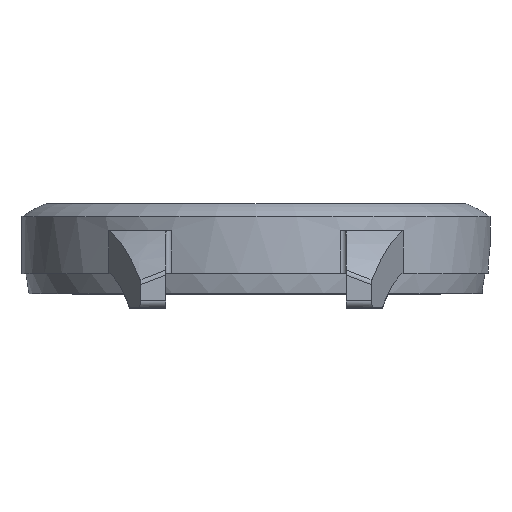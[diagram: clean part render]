
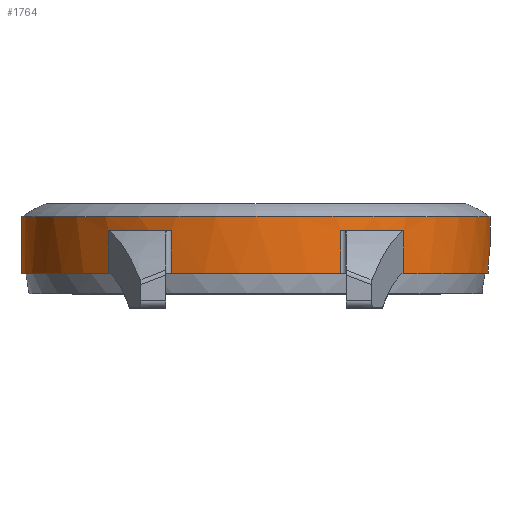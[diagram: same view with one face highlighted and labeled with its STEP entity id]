
A CAD part, top view. The second image highlights one B-rep face of the part: STEP entity #1764.
In plain terms, the highlighted cylindrical face has radius 18.25 mm (diameter 36.5 mm), a partial arc.
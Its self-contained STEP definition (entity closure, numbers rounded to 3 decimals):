
#86=CARTESIAN_POINT('',(0.,-1.,0.));
#87=DIRECTION('',(0.,1.,0.));
#88=DIRECTION('',(-1.,0.,0.));
#89=AXIS2_PLACEMENT_3D('',#86,#87,#88);
#96=CARTESIAN_POINT('',(18.25,-3.3,0.));
#97=CARTESIAN_POINT('',(18.25,-3.3,0.144));
#98=CARTESIAN_POINT('',(18.247,-3.327,0.426));
#99=CARTESIAN_POINT('',(18.232,-3.448,0.841));
#100=CARTESIAN_POINT('',(18.21,-3.645,1.223));
#101=CARTESIAN_POINT('',(18.184,-3.911,1.561));
#102=CARTESIAN_POINT('',(18.157,-4.236,1.843));
#103=CARTESIAN_POINT('',(18.134,-4.608,2.058));
#104=CARTESIAN_POINT('',(18.117,-5.018,2.2));
#105=CARTESIAN_POINT('',(18.112,-5.303,2.241));
#106=CARTESIAN_POINT('',(18.111,-5.45,2.248));
#108=CARTESIAN_POINT('',(0.,-5.45,0.));
#109=DIRECTION('',(0.,-1.,0.));
#110=DIRECTION('',(0.992,0.,0.123));
#111=AXIS2_PLACEMENT_3D('',#108,#109,#110);
#113=DIRECTION('',(0.,1.,0.));
#114=VECTOR('',#113,3.35);
#115=CARTESIAN_POINT('',(6.616,-5.45,17.008));
#116=LINE('',#115,#114);
#117=DIRECTION('',(0.,1.,0.));
#118=VECTOR('',#117,3.35);
#119=CARTESIAN_POINT('',(-6.616,-5.45,17.008));
#120=LINE('',#119,#118);
#121=CARTESIAN_POINT('',(0.,-5.45,0.));
#122=DIRECTION('',(0.,1.,0.));
#123=DIRECTION('',(-1.,0.,0.));
#124=AXIS2_PLACEMENT_3D('',#121,#122,#123);
#126=DIRECTION('',(0.,1.,0.));
#127=VECTOR('',#126,2.3);
#128=CARTESIAN_POINT('',(18.25,-3.3,0.));
#129=LINE('',#128,#127);
#130=DIRECTION('',(0.,1.,0.));
#131=VECTOR('',#130,4.45);
#132=CARTESIAN_POINT('',(-18.25,-5.45,0.));
#133=LINE('',#132,#131);
#164=CARTESIAN_POINT('',(0.,-5.45,0.));
#165=DIRECTION('',(0.,-1.,0.));
#166=DIRECTION('',(0.363,0.,0.932));
#167=AXIS2_PLACEMENT_3D('',#164,#165,#166);
#214=DIRECTION('',(0.,-1.,0.));
#215=VECTOR('',#214,3.35);
#216=CARTESIAN_POINT('',(-11.5,-2.1,14.171));
#217=LINE('',#216,#215);
#241=CARTESIAN_POINT('',(0.,-2.1,0.));
#242=DIRECTION('',(0.,1.,0.));
#243=DIRECTION('',(-0.63,0.,0.776));
#244=AXIS2_PLACEMENT_3D('',#241,#242,#243);
#430=CARTESIAN_POINT('',(0.,-2.1,0.));
#431=DIRECTION('',(0.,-1.,0.));
#432=DIRECTION('',(0.63,0.,0.776));
#433=AXIS2_PLACEMENT_3D('',#430,#431,#432);
#464=DIRECTION('',(0.,-1.,0.));
#465=VECTOR('',#464,3.35);
#466=CARTESIAN_POINT('',(11.5,-2.1,14.171));
#467=LINE('',#466,#465);
#1359=CARTESIAN_POINT('',(18.25,-3.3,0.));
#1360=CARTESIAN_POINT('',(18.25,-1.,0.));
#1361=VERTEX_POINT('',#1359);
#1362=VERTEX_POINT('',#1360);
#1387=CARTESIAN_POINT('',(-18.25,-5.45,0.));
#1388=CARTESIAN_POINT('',(-18.25,-1.,0.));
#1389=VERTEX_POINT('',#1387);
#1390=VERTEX_POINT('',#1388);
#1417=CARTESIAN_POINT('',(6.616,-5.45,17.008));
#1418=CARTESIAN_POINT('',(6.616,-2.1,17.008));
#1419=VERTEX_POINT('',#1417);
#1420=VERTEX_POINT('',#1418);
#1437=CARTESIAN_POINT('',(18.111,-5.45,2.248));
#1439=VERTEX_POINT('',#1437);
#1441=CARTESIAN_POINT('',(11.5,-5.45,14.171));
#1442=VERTEX_POINT('',#1441);
#1449=CARTESIAN_POINT('',(11.5,-2.1,14.171));
#1450=VERTEX_POINT('',#1449);
#1519=CARTESIAN_POINT('',(-11.5,-5.45,14.171));
#1521=VERTEX_POINT('',#1519);
#1536=CARTESIAN_POINT('',(-6.616,-5.45,17.008));
#1538=VERTEX_POINT('',#1536);
#1572=CARTESIAN_POINT('',(-11.5,-2.1,14.171));
#1573=VERTEX_POINT('',#1572);
#1575=CARTESIAN_POINT('',(-6.616,-2.1,17.008));
#1576=VERTEX_POINT('',#1575);
#1732=CARTESIAN_POINT('',(0.,0.,0.));
#1733=DIRECTION('',(0.,-1.,0.));
#1734=DIRECTION('',(1.,0.,0.));
#1735=AXIS2_PLACEMENT_3D('',#1732,#1733,#1734);
#1736=CYLINDRICAL_SURFACE('',#1735,18.25);
#1738=ORIENTED_EDGE('',*,*,#1737,.F.);
#1740=ORIENTED_EDGE('',*,*,#1739,.T.);
#1742=ORIENTED_EDGE('',*,*,#1741,.T.);
#1744=ORIENTED_EDGE('',*,*,#1743,.F.);
#1746=ORIENTED_EDGE('',*,*,#1745,.T.);
#1748=ORIENTED_EDGE('',*,*,#1747,.F.);
#1750=ORIENTED_EDGE('',*,*,#1749,.T.);
#1752=ORIENTED_EDGE('',*,*,#1751,.T.);
#1754=ORIENTED_EDGE('',*,*,#1753,.F.);
#1756=ORIENTED_EDGE('',*,*,#1755,.T.);
#1758=ORIENTED_EDGE('',*,*,#1757,.F.);
#1760=ORIENTED_EDGE('',*,*,#1759,.T.);
#1761=ORIENTED_EDGE('',*,*,#1725,.T.);
#1762=EDGE_LOOP('',(#1738,#1740,#1742,#1744,#1746,#1748,#1750,#1752,#1754,#1756,
#1758,#1760,#1761));
#1763=FACE_OUTER_BOUND('',#1762,.F.);
#1764=ADVANCED_FACE('',(#1763),#1736,.T.);
#90=CIRCLE('',#89,18.25);
#107=B_SPLINE_CURVE_WITH_KNOTS('',3,(#96,#97,#98,#99,#100,#101,#102,#103,#104,
#105,#106),.UNSPECIFIED.,.F.,.F.,(4,1,1,1,1,1,1,1,4),(0.,0.125,0.25,
0.375,0.5,0.625,0.75,0.875,1.),.UNSPECIFIED.);
#112=CIRCLE('',#111,18.25);
#125=CIRCLE('',#124,18.25);
#168=CIRCLE('',#167,18.25);
#245=CIRCLE('',#244,18.25);
#434=CIRCLE('',#433,18.25);
#1725=EDGE_CURVE('',#1390,#1362,#90,.T.);
#1737=EDGE_CURVE('',#1361,#1362,#129,.T.);
#1739=EDGE_CURVE('',#1361,#1439,#107,.T.);
#1741=EDGE_CURVE('',#1439,#1442,#112,.T.);
#1743=EDGE_CURVE('',#1450,#1442,#467,.T.);
#1745=EDGE_CURVE('',#1450,#1420,#434,.T.);
#1747=EDGE_CURVE('',#1419,#1420,#116,.T.);
#1749=EDGE_CURVE('',#1419,#1538,#168,.T.);
#1751=EDGE_CURVE('',#1538,#1576,#120,.T.);
#1753=EDGE_CURVE('',#1573,#1576,#245,.T.);
#1755=EDGE_CURVE('',#1573,#1521,#217,.T.);
#1757=EDGE_CURVE('',#1389,#1521,#125,.T.);
#1759=EDGE_CURVE('',#1389,#1390,#133,.T.);
